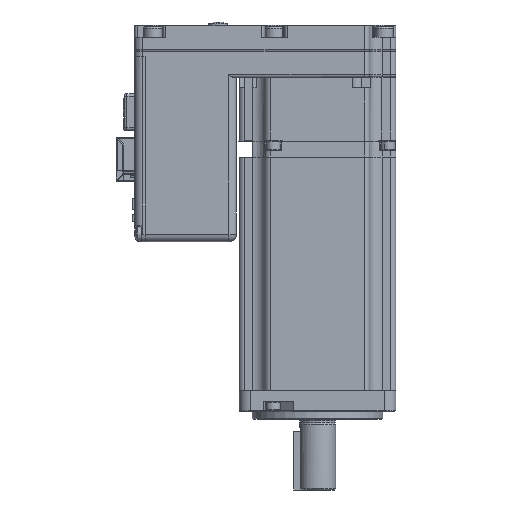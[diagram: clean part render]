
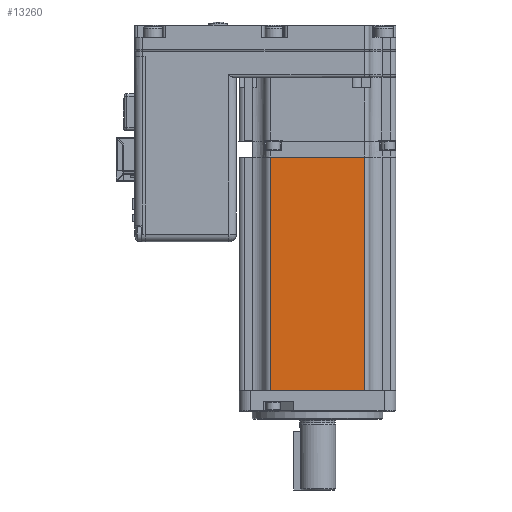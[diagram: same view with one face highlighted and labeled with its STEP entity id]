
A CAD part, front view. The second image highlights one B-rep face of the part: STEP entity #13260.
In plain terms, the highlighted planar face has unit normal (0, -1, 0).
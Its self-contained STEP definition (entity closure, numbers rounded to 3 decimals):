
#997 = ORIENTED_EDGE ( 'NONE', *, *, #81571, .F. ) ;
#2789 = VECTOR ( 'NONE', #75297, 1000. ) ;
#4305 = EDGE_CURVE ( 'NONE', #27586, #33692, #32628, .T. ) ;
#4569 = LINE ( 'NONE', #20492, #42057 ) ;
#7983 = EDGE_CURVE ( 'NONE', #10743, #33692, #72668, .T. ) ;
#9101 = VERTEX_POINT ( 'NONE', #81854 ) ;
#10743 = VERTEX_POINT ( 'NONE', #83380 ) ;
#10812 = ORIENTED_EDGE ( 'NONE', *, *, #7983, .T. ) ;
#10910 = EDGE_CURVE ( 'NONE', #27586, #9101, #4569, .T. ) ;
#13205 = LINE ( 'NONE', #72558, #49674 ) ;
#13260 = ADVANCED_FACE ( 'NONE', ( #23355 ), #61824, .F. ) ;
#14522 = DIRECTION ( 'NONE',  ( -1., 0., 0. ) ) ;
#16400 = EDGE_LOOP ( 'NONE', ( #997, #10812, #55772, #25014 ) ) ;
#20492 = CARTESIAN_POINT ( 'NONE',  ( 21.433, -30.734, 64.25 ) ) ;
#22078 = CARTESIAN_POINT ( 'NONE',  ( 19.433, -30.734, 64.25 ) ) ;
#23355 = FACE_OUTER_BOUND ( 'NONE', #16400, .T. ) ;
#25014 = ORIENTED_EDGE ( 'NONE', *, *, #10910, .T. ) ;
#27586 = VERTEX_POINT ( 'NONE', #36271 ) ;
#32628 = LINE ( 'NONE', #66444, #76213 ) ;
#33692 = VERTEX_POINT ( 'NONE', #80659 ) ;
#36271 = CARTESIAN_POINT ( 'NONE',  ( 21.433, -30.734, 63. ) ) ;
#40848 = DIRECTION ( 'NONE',  ( 1., 0., 0. ) ) ;
#42057 = VECTOR ( 'NONE', #59157, 1000. ) ;
#48726 = DIRECTION ( 'NONE',  ( 0., 1., 0. ) ) ;
#49674 = VECTOR ( 'NONE', #14522, 1000. ) ;
#55772 = ORIENTED_EDGE ( 'NONE', *, *, #4305, .F. ) ;
#56649 = CARTESIAN_POINT ( 'NONE',  ( 57.433, -30.734, 64.25 ) ) ;
#59157 = DIRECTION ( 'NONE',  ( 0., 0., -1. ) ) ;
#61824 = PLANE ( 'NONE',  #81713 ) ;
#66444 = CARTESIAN_POINT ( 'NONE',  ( 9.433, -30.734, 63. ) ) ;
#72558 = CARTESIAN_POINT ( 'NONE',  ( 69.433, -30.734, -26.5 ) ) ;
#72668 = LINE ( 'NONE', #56649, #2789 ) ;
#73928 = DIRECTION ( 'NONE',  ( -1., 0., 0. ) ) ;
#75297 = DIRECTION ( 'NONE',  ( 0., 0., 1. ) ) ;
#76213 = VECTOR ( 'NONE', #40848, 1000. ) ;
#80659 = CARTESIAN_POINT ( 'NONE',  ( 57.433, -30.734, 63. ) ) ;
#81571 = EDGE_CURVE ( 'NONE', #10743, #9101, #13205, .T. ) ;
#81713 = AXIS2_PLACEMENT_3D ( 'NONE', #22078, #48726, #73928 ) ;
#81854 = CARTESIAN_POINT ( 'NONE',  ( 21.433, -30.734, -26.5 ) ) ;
#83380 = CARTESIAN_POINT ( 'NONE',  ( 57.433, -30.734, -26.5 ) ) ;
